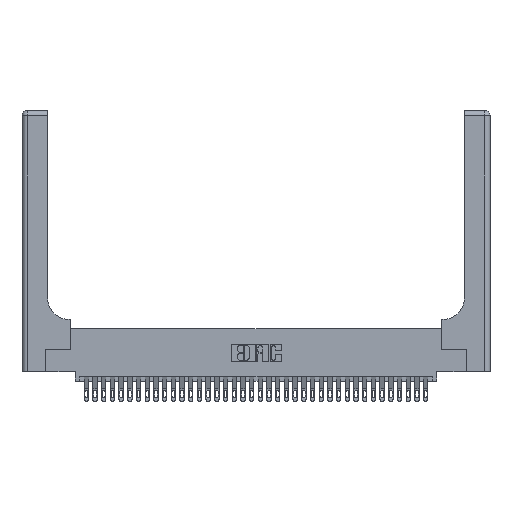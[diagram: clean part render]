
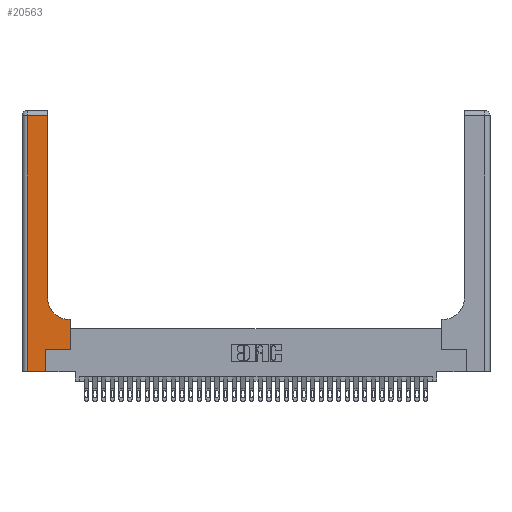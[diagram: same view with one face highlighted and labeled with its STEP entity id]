
A CAD part, top view. The second image highlights one B-rep face of the part: STEP entity #20563.
In plain terms, the highlighted planar face has unit normal (0, 0, 1).
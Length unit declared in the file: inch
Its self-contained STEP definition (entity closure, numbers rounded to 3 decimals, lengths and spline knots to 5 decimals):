
#174 = DIRECTION ( 'NONE',  ( -1., 0., 0. ) ) ;
#415 = CARTESIAN_POINT ( 'NONE',  ( 0.06, 3., 0.37 ) ) ;
#481 = CARTESIAN_POINT ( 'NONE',  ( 0.269, 0.25, 0.37 ) ) ;
#718 = ORIENTED_EDGE ( 'NONE', *, *, #18797, .T. ) ;
#1410 = LINE ( 'NONE', #3300, #22831 ) ;
#1778 = EDGE_CURVE ( 'NONE', #5558, #16612, #23831, .T. ) ;
#1940 = CARTESIAN_POINT ( 'NONE',  ( 0.269, 0., 0.37 ) ) ;
#2681 = EDGE_CURVE ( 'NONE', #29089, #25276, #10188, .T. ) ;
#3077 = LINE ( 'NONE', #9149, #18614 ) ;
#3300 = CARTESIAN_POINT ( 'NONE',  ( 0.5585, 0.25, 0.37 ) ) ;
#3560 = VECTOR ( 'NONE', #19605, 39.37008 ) ;
#3757 = CARTESIAN_POINT ( 'NONE',  ( 0.5415, 0.85, 0.37 ) ) ;
#4122 = ORIENTED_EDGE ( 'NONE', *, *, #1778, .T. ) ;
#4504 = LINE ( 'NONE', #33745, #3560 ) ;
#4621 = CARTESIAN_POINT ( 'NONE',  ( 0., 2.94, 0.37 ) ) ;
#5558 = VERTEX_POINT ( 'NONE', #37070 ) ;
#5767 = CARTESIAN_POINT ( 'NONE',  ( 0.5585, 0.6, 0.37 ) ) ;
#6724 = DIRECTION ( 'NONE',  ( 1., 0., 0. ) ) ;
#7200 = DIRECTION ( 'NONE',  ( 0., 1., 0. ) ) ;
#7503 = AXIS2_PLACEMENT_3D ( 'NONE', #11741, #17723, #174 ) ;
#8328 = VECTOR ( 'NONE', #17249, 39.37008 ) ;
#8362 = EDGE_CURVE ( 'NONE', #17996, #14584, #1410, .T. ) ;
#8956 = CARTESIAN_POINT ( 'NONE',  ( 0.2915, 0.6, 0.37 ) ) ;
#9149 = CARTESIAN_POINT ( 'NONE',  ( 0.2915, 3., 0.37 ) ) ;
#10188 = LINE ( 'NONE', #4621, #32164 ) ;
#10868 = ORIENTED_EDGE ( 'NONE', *, *, #8362, .T. ) ;
#11741 = CARTESIAN_POINT ( 'NONE',  ( 0., 3., 0.37 ) ) ;
#11891 = DIRECTION ( 'NONE',  ( -1., 0., 0. ) ) ;
#12406 = VECTOR ( 'NONE', #11891, 39.37008 ) ;
#12422 = VECTOR ( 'NONE', #15027, 39.37008 ) ;
#13300 = ORIENTED_EDGE ( 'NONE', *, *, #24848, .T. ) ;
#13363 = LINE ( 'NONE', #415, #12422 ) ;
#14003 = ORIENTED_EDGE ( 'NONE', *, *, #30646, .T. ) ;
#14584 = VERTEX_POINT ( 'NONE', #5767 ) ;
#14800 = PLANE ( 'NONE',  #7503 ) ;
#15027 = DIRECTION ( 'NONE',  ( 0., -1., 0. ) ) ;
#15661 = AXIS2_PLACEMENT_3D ( 'NONE', #3757, #24058, #6724 ) ;
#16055 = VECTOR ( 'NONE', #7200, 39.37008 ) ;
#16513 = ORIENTED_EDGE ( 'NONE', *, *, #33287, .T. ) ;
#16612 = VERTEX_POINT ( 'NONE', #18910 ) ;
#17249 = DIRECTION ( 'NONE',  ( 1., 0., 0. ) ) ;
#17311 = CARTESIAN_POINT ( 'NONE',  ( 0.06, 0., 0.37 ) ) ;
#17723 = DIRECTION ( 'NONE',  ( 0., 0., -1. ) ) ;
#17987 = DIRECTION ( 'NONE',  ( 0., 1., 0. ) ) ;
#17996 = VERTEX_POINT ( 'NONE', #33954 ) ;
#18614 = VECTOR ( 'NONE', #20817, 39.37008 ) ;
#18710 = EDGE_CURVE ( 'NONE', #33110, #17996, #31231, .T. ) ;
#18769 = CARTESIAN_POINT ( 'NONE',  ( 0.269, 0., 0.37 ) ) ;
#18797 = EDGE_CURVE ( 'NONE', #14584, #5558, #35201, .T. ) ;
#18852 = ORIENTED_EDGE ( 'NONE', *, *, #2681, .T. ) ;
#18910 = CARTESIAN_POINT ( 'NONE',  ( 0.2915, 0.85, 0.37 ) ) ;
#19605 = DIRECTION ( 'NONE',  ( 1., 0., 0. ) ) ;
#20563 = ADVANCED_FACE ( 'NONE', ( #21319 ), #14800, .F. ) ;
#20817 = DIRECTION ( 'NONE',  ( 0., 1., 0. ) ) ;
#21177 = VERTEX_POINT ( 'NONE', #17311 ) ;
#21319 = FACE_OUTER_BOUND ( 'NONE', #32442, .T. ) ;
#21667 = CARTESIAN_POINT ( 'NONE',  ( 0.06, 2.94, 0.37 ) ) ;
#22831 = VECTOR ( 'NONE', #17987, 39.37008 ) ;
#23699 = LINE ( 'NONE', #18769, #16055 ) ;
#23831 = CIRCLE ( 'NONE', #15661, 0.25 ) ;
#24058 = DIRECTION ( 'NONE',  ( 0., 0., -1. ) ) ;
#24848 = EDGE_CURVE ( 'NONE', #25276, #21177, #13363, .T. ) ;
#25276 = VERTEX_POINT ( 'NONE', #21667 ) ;
#28584 = CARTESIAN_POINT ( 'NONE',  ( 0.269, 0.25, 0.37 ) ) ;
#29089 = VERTEX_POINT ( 'NONE', #33950 ) ;
#30383 = EDGE_CURVE ( 'NONE', #21177, #31275, #4504, .T. ) ;
#30429 = DIRECTION ( 'NONE',  ( -1., 0., 0. ) ) ;
#30646 = EDGE_CURVE ( 'NONE', #16612, #29089, #3077, .T. ) ;
#31231 = LINE ( 'NONE', #28584, #8328 ) ;
#31275 = VERTEX_POINT ( 'NONE', #1940 ) ;
#32164 = VECTOR ( 'NONE', #30429, 39.37008 ) ;
#32442 = EDGE_LOOP ( 'NONE', ( #14003, #18852, #13300, #34335, #16513, #35816, #10868, #718, #4122 ) ) ;
#33110 = VERTEX_POINT ( 'NONE', #481 ) ;
#33287 = EDGE_CURVE ( 'NONE', #31275, #33110, #23699, .T. ) ;
#33745 = CARTESIAN_POINT ( 'NONE',  ( 0., 0., 0.37 ) ) ;
#33950 = CARTESIAN_POINT ( 'NONE',  ( 0.2915, 2.94, 0.37 ) ) ;
#33954 = CARTESIAN_POINT ( 'NONE',  ( 0.5585, 0.25, 0.37 ) ) ;
#34335 = ORIENTED_EDGE ( 'NONE', *, *, #30383, .T. ) ;
#35201 = LINE ( 'NONE', #8956, #12406 ) ;
#35816 = ORIENTED_EDGE ( 'NONE', *, *, #18710, .T. ) ;
#37070 = CARTESIAN_POINT ( 'NONE',  ( 0.5415, 0.6, 0.37 ) ) ;
